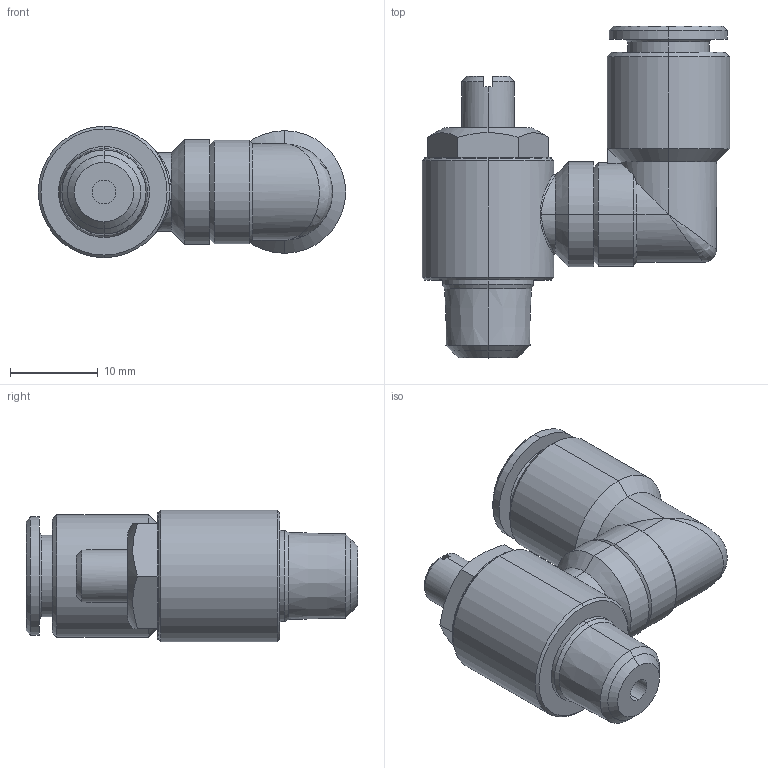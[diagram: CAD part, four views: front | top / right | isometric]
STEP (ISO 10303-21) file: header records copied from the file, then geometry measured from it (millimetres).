
FILE_DESCRIPTION (( 'STEP AP203' ), '1' );
FILE_NAME ('04180B41.STEP', '2010-04-29T09:31:05', ( '' ), ( 'sopra-pneumatic' ), 'SwSTEP 2.0', 'SolidWorks 2009', '' );
FILE_SCHEMA (( 'CONFIG_CONTROL_DESIGN' ));
Length unit declared in the file: millimetre
Products named in the file (1): 04180B41
Bounding box: 35.1 x 37.9 x 15 mm (x, y, z)
Volume: 6889.8 mm3; surface area: 3572.3 mm2
Topology: 1 solids, 3 shells, 107 faces, 235 edges, 141 vertices
Faces by surface type: cylinder 39, cone 35, plane 30, bspline 3
Entity records: 4471 total; most frequent: CARTESIAN_POINT 2068, DIRECTION 503, ORIENTED_EDGE 466, EDGE_CURVE 233, AXIS2_PLACEMENT_3D 201, VERTEX_POINT 141, EDGE_LOOP 116, ADVANCED_FACE 107
